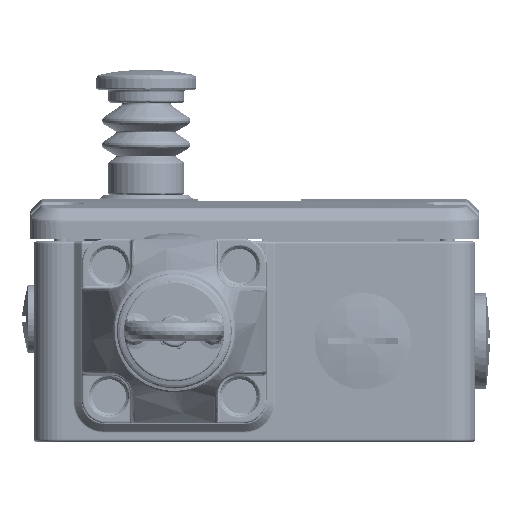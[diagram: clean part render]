
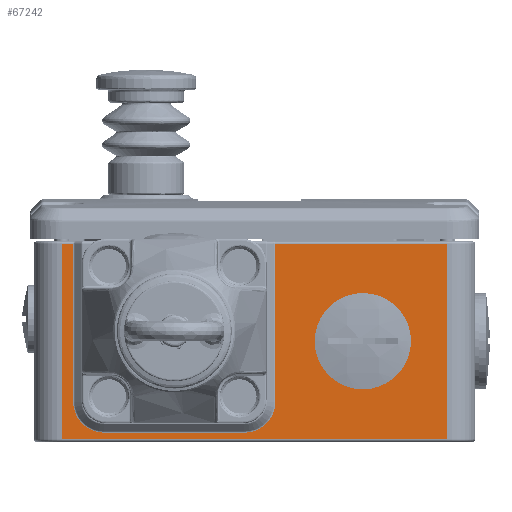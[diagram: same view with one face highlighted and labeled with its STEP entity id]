
A CAD part, left-side view. The second image highlights one B-rep face of the part: STEP entity #67242.
In plain terms, the highlighted planar face has unit normal (-1, 0, 0).
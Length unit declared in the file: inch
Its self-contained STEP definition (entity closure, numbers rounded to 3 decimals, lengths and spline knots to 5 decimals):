
#680 = ORIENTED_EDGE ( 'NONE', *, *, #49716, .F. ) ;
#1661 = CARTESIAN_POINT ( 'NONE',  ( -3.93701, 1.94094, 0. ) ) ;
#3380 = VERTEX_POINT ( 'NONE', #26749 ) ;
#4290 = VERTEX_POINT ( 'NONE', #150032 ) ;
#5480 = LINE ( 'NONE', #79321, #143298 ) ;
#7614 = VERTEX_POINT ( 'NONE', #10873 ) ;
#10873 = CARTESIAN_POINT ( 'NONE',  ( -3.93701, 1.94094, -1.96035 ) ) ;
#11987 = ORIENTED_EDGE ( 'NONE', *, *, #47653, .F. ) ;
#14331 = EDGE_CURVE ( 'NONE', #4290, #101660, #122381, .T. ) ;
#15237 = DIRECTION ( 'NONE',  ( 0., -1., 0. ) ) ;
#15316 = AXIS2_PLACEMENT_3D ( 'NONE', #153862, #142340, #15237 ) ;
#17211 = DIRECTION ( 'NONE',  ( 0., 0., 1. ) ) ;
#18154 = EDGE_CURVE ( 'NONE', #80517, #136538, #67695, .T. ) ;
#21962 = DIRECTION ( 'NONE',  ( 0., -1., 0. ) ) ;
#21963 = CARTESIAN_POINT ( 'NONE',  ( -3.93701, 0., -1.96035 ) ) ;
#23282 = EDGE_CURVE ( 'NONE', #101660, #7614, #134346, .T. ) ;
#23591 = CIRCLE ( 'NONE', #159774, 0.30343 ) ;
#26525 = VERTEX_POINT ( 'NONE', #41323 ) ;
#26749 = CARTESIAN_POINT ( 'NONE',  ( -3.93701, 1.94094, -3.94516 ) ) ;
#30699 = CARTESIAN_POINT ( 'NONE',  ( -3.93701, 0.3937, -2.26378 ) ) ;
#31351 = VERTEX_POINT ( 'NONE', #138250 ) ;
#35714 = DIRECTION ( 'NONE',  ( 0., -1., 0. ) ) ;
#37305 = CARTESIAN_POINT ( 'NONE',  ( -3.93701, 0., -0.27559 ) ) ;
#37474 = ORIENTED_EDGE ( 'NONE', *, *, #23282, .F. ) ;
#41264 = ORIENTED_EDGE ( 'NONE', *, *, #144910, .F. ) ;
#41323 = CARTESIAN_POINT ( 'NONE',  ( -3.93701, 0.02756, -4.05512 ) ) ;
#42858 = VERTEX_POINT ( 'NONE', #125313 ) ;
#42976 = EDGE_CURVE ( 'NONE', #65765, #3380, #5480, .T. ) ;
#43416 = DIRECTION ( 'NONE',  ( 0., 0., 1. ) ) ;
#43813 = DIRECTION ( 'NONE',  ( 0., 0., 1. ) ) ;
#44122 = VERTEX_POINT ( 'NONE', #76712 ) ;
#45443 = CARTESIAN_POINT ( 'NONE',  ( -3.93701, 1.94094, -4.05512 ) ) ;
#47653 = EDGE_CURVE ( 'NONE', #44122, #4290, #106566, .T. ) ;
#48212 = DIRECTION ( 'NONE',  ( 0., 1., 0. ) ) ;
#48702 = AXIS2_PLACEMENT_3D ( 'NONE', #147864, #97052, #111775 ) ;
#49716 = EDGE_CURVE ( 'NONE', #26525, #65765, #145286, .T. ) ;
#49739 = DIRECTION ( 'NONE',  ( -1., 0., 0. ) ) ;
#52753 = AXIS2_PLACEMENT_3D ( 'NONE', #118907, #104999, #17211 ) ;
#54159 = FACE_OUTER_BOUND ( 'NONE', #88707, .T. ) ;
#57887 = ORIENTED_EDGE ( 'NONE', *, *, #42976, .F. ) ;
#62137 = VERTEX_POINT ( 'NONE', #157814 ) ;
#63151 = CARTESIAN_POINT ( 'NONE',  ( -3.93701, 0.02756, -4.33071 ) ) ;
#65765 = VERTEX_POINT ( 'NONE', #45443 ) ;
#67242 = ADVANCED_FACE ( 'NONE', ( #68075, #54159 ), #132852, .F. ) ;
#67695 = CIRCLE ( 'NONE', #15316, 0.43307 ) ;
#68075 = FACE_BOUND ( 'NONE', #122028, .T. ) ;
#68701 = ORIENTED_EDGE ( 'NONE', *, *, #97498, .F. ) ;
#69670 = CIRCLE ( 'NONE', #48702, 0.43307 ) ;
#73521 = DIRECTION ( 'NONE',  ( 0., 1., 0. ) ) ;
#75846 = LINE ( 'NONE', #37305, #95910 ) ;
#76712 = CARTESIAN_POINT ( 'NONE',  ( -3.93701, 0.09027, -3.64173 ) ) ;
#79321 = CARTESIAN_POINT ( 'NONE',  ( -3.93701, 1.94094, 0. ) ) ;
#80517 = VERTEX_POINT ( 'NONE', #120193 ) ;
#82958 = CARTESIAN_POINT ( 'NONE',  ( -3.93701, 0., -4.05512 ) ) ;
#84301 = EDGE_CURVE ( 'NONE', #31351, #26525, #100063, .T. ) ;
#87094 = ORIENTED_EDGE ( 'NONE', *, *, #14331, .F. ) ;
#88707 = EDGE_LOOP ( 'NONE', ( #680, #151257, #41264, #68701, #37474, #87094, #11987, #115012, #117802, #57887 ) ) ;
#89678 = VECTOR ( 'NONE', #161647, 39.37008 ) ;
#92412 = VECTOR ( 'NONE', #21962, 39.37008 ) ;
#95001 = VECTOR ( 'NONE', #100876, 39.37008 ) ;
#95910 = VECTOR ( 'NONE', #35714, 39.37008 ) ;
#97052 = DIRECTION ( 'NONE',  ( -1., 0., 0. ) ) ;
#97397 = VECTOR ( 'NONE', #48212, 39.37008 ) ;
#97498 = EDGE_CURVE ( 'NONE', #7614, #62137, #100099, .T. ) ;
#100063 = LINE ( 'NONE', #63151, #95001 ) ;
#100099 = LINE ( 'NONE', #1661, #89678 ) ;
#100876 = DIRECTION ( 'NONE',  ( 0., 0., -1. ) ) ;
#101660 = VERTEX_POINT ( 'NONE', #149291 ) ;
#104999 = DIRECTION ( 'NONE',  ( 1., 0., 0. ) ) ;
#106566 = LINE ( 'NONE', #155768, #143675 ) ;
#108373 = DIRECTION ( 'NONE',  ( 0., 1., 0. ) ) ;
#111775 = DIRECTION ( 'NONE',  ( 0., -1., 0. ) ) ;
#115012 = ORIENTED_EDGE ( 'NONE', *, *, #157763, .F. ) ;
#116829 = DIRECTION ( 'NONE',  ( -1., 0., 0. ) ) ;
#117404 = EDGE_CURVE ( 'NONE', #136538, #80517, #69670, .T. ) ;
#117802 = ORIENTED_EDGE ( 'NONE', *, *, #161123, .F. ) ;
#118907 = CARTESIAN_POINT ( 'NONE',  ( -3.93701, 0., 0. ) ) ;
#119666 = ORIENTED_EDGE ( 'NONE', *, *, #18154, .F. ) ;
#120193 = CARTESIAN_POINT ( 'NONE',  ( -3.93701, 1.41732, -1.14173 ) ) ;
#122028 = EDGE_LOOP ( 'NONE', ( #119666, #129500 ) ) ;
#122381 = CIRCLE ( 'NONE', #143332, 0.30343 ) ;
#125313 = CARTESIAN_POINT ( 'NONE',  ( -3.93701, 0.3937, -3.94516 ) ) ;
#129500 = ORIENTED_EDGE ( 'NONE', *, *, #117404, .F. ) ;
#130974 = DIRECTION ( 'NONE',  ( 0., 0., 1. ) ) ;
#132852 = PLANE ( 'NONE',  #52753 ) ;
#134035 = VECTOR ( 'NONE', #108373, 39.37008 ) ;
#134346 = LINE ( 'NONE', #21963, #97397 ) ;
#136538 = VERTEX_POINT ( 'NONE', #159824 ) ;
#138250 = CARTESIAN_POINT ( 'NONE',  ( -3.93701, 0.02756, -0.27559 ) ) ;
#142340 = DIRECTION ( 'NONE',  ( -1., 0., 0. ) ) ;
#143298 = VECTOR ( 'NONE', #130974, 39.37008 ) ;
#143332 = AXIS2_PLACEMENT_3D ( 'NONE', #30699, #116829, #43813 ) ;
#143675 = VECTOR ( 'NONE', #43416, 39.37008 ) ;
#144910 = EDGE_CURVE ( 'NONE', #62137, #31351, #75846, .T. ) ;
#145023 = CARTESIAN_POINT ( 'NONE',  ( -3.93701, 0., -3.94516 ) ) ;
#145286 = LINE ( 'NONE', #82958, #134035 ) ;
#146649 = LINE ( 'NONE', #145023, #92412 ) ;
#147864 = CARTESIAN_POINT ( 'NONE',  ( -3.93701, 0.98425, -1.14173 ) ) ;
#149291 = CARTESIAN_POINT ( 'NONE',  ( -3.93701, 0.3937, -1.96035 ) ) ;
#150032 = CARTESIAN_POINT ( 'NONE',  ( -3.93701, 0.09027, -2.26378 ) ) ;
#151257 = ORIENTED_EDGE ( 'NONE', *, *, #84301, .F. ) ;
#153862 = CARTESIAN_POINT ( 'NONE',  ( -3.93701, 0.98425, -1.14173 ) ) ;
#155768 = CARTESIAN_POINT ( 'NONE',  ( -3.93701, 0.09027, 0. ) ) ;
#157763 = EDGE_CURVE ( 'NONE', #42858, #44122, #23591, .T. ) ;
#157814 = CARTESIAN_POINT ( 'NONE',  ( -3.93701, 1.94094, -0.27559 ) ) ;
#159774 = AXIS2_PLACEMENT_3D ( 'NONE', #162091, #49739, #73521 ) ;
#159824 = CARTESIAN_POINT ( 'NONE',  ( -3.93701, 0.55118, -1.14173 ) ) ;
#161123 = EDGE_CURVE ( 'NONE', #3380, #42858, #146649, .T. ) ;
#161647 = DIRECTION ( 'NONE',  ( 0., 0., 1. ) ) ;
#162091 = CARTESIAN_POINT ( 'NONE',  ( -3.93701, 0.3937, -3.64173 ) ) ;
